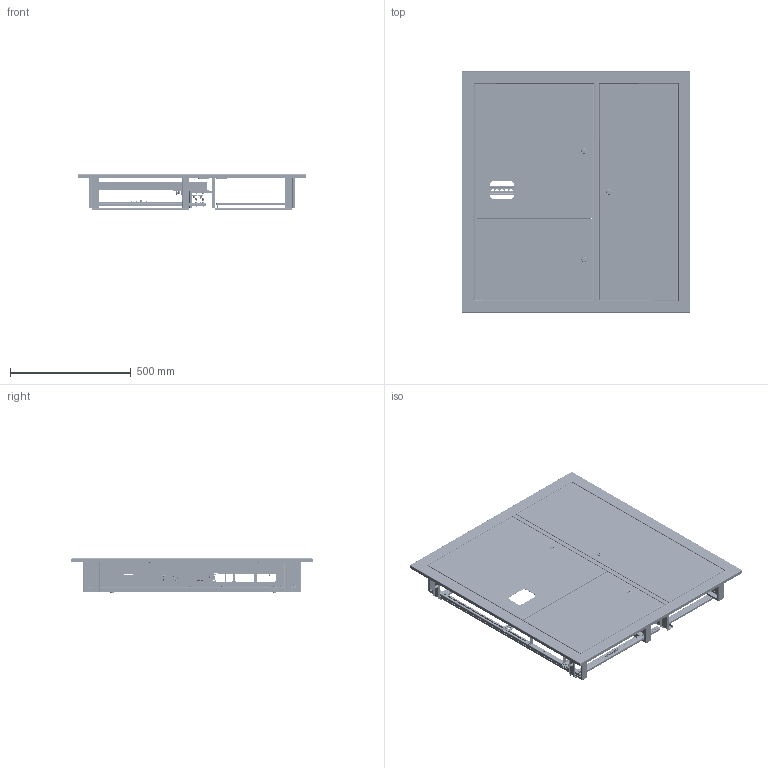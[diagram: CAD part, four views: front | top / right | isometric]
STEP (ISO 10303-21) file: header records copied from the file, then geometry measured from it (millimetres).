
FILE_DESCRIPTION (( 'STEP AP203' ), '1' );
FILE_NAME ('ÙÝ 1 êâ. (1000õ950õ150) ñëàáîòî÷êà ñëåâà IP31 EKF PROxima.STEP', '2023-09-11T11:33:06', ( '' ), ( '' ), 'SwSTEP 2.0', 'SolidWorks 2021', '' );
FILE_SCHEMA (( 'CONFIG_CONTROL_DESIGN' ));
Length unit declared in the file: millimetre
Products named in the file (58): hex flange nut_din_Hexagon Flange Nut DIN 6923 - M6 - N; Êðîíøòåéí 40õ40; Çàêëåïêà ãàå÷íàÿ Ì8; Ãàå÷íàÿ çàêëåïêà Ì4; Çàêëåïêà öèëèíäðè÷åñêàÿ Ì4 ÑÒ-Á ñ âíóòðåííåé ðåçüáîé_Œ8; ﾌﾈ-2479.02.00.001 ﾄ粢 褪濱決-2479.03.00.001-08; pan head cross recess screw_din1_ISO 7045 - M4 x 16 - Z --- 16N; ��-2479.03.00.000 ���� ��������� ��_1,2��. ��-2479.03.00.000-01 ���� ���⠦��� ��; ÌÈ-1904.07.00.000 Èçîëÿòîð êàðáîëèòîâûé 1 ñòóïåí÷àòûì  è 2õ ñòóïåí÷àòûì êðîíøòåéíàìè; Çàêëåïêà ãàå÷íàÿ Ì4; plain washer 6902 type abc_din_DIN 6902-A4.55; ÌÈ-2414.04.00.000 Äâåðü ñèëîâàÿ ÑÁ; hex flange nut_din3_Hexagon Flange Nut DIN 6923 - M6 - N; hex flange nut_din1_Hexagon Flange Nut DIN 6923 - M6 - N; ﾌﾈ-2414.02.00.000 ﾄ粢 珮ⅳⅸ浯 ﾑﾁ; Çàæèì äëÿ ïðîâîäíèêîâ ïèòàþùåé öåïè_1; ÌÈ-2414.04.00.001 Äâåðü ñèëîâàÿ; Øèíà N, PE 12 îòâ.; ﾌﾈ-2414.01.00.007 ﾊ煇鳫; 昈-2414.01.00.003 栺樇罻; 2_DIN EN ISO 7045 - M4 x 16 - Z - 16N; Çàêëåïêà ãàå÷íàÿ Ì6 UNI 9203; 2_DIN EN ISO 7045 - M6 x 20 - Z - 20N; ÌÈ-1904.06.00.001 Êðîíøòåéí ïðÿìîé; ÌÈ-2414.01.00.004 Øâåëëåð; DIN-謥濋趌L=420 (!); ﾕ黑 ﾙﾝ; 忺貗鍙_270; 昈-2479.01.00.000 扻豵鵨 捘; ÌÈ-2479.03.00.001 Ðåéêà ãîðèçîíòàëüíàÿ; pan head cross recess screw_din2_DIN EN ISO 7045 - M4 x 16 - Z - 16N; Çàìîê ïî÷òîâûé; ÌÈ-2479.01.00.002 Ñòåíêà áîêîâàÿ; 倘-2479.07.00.001 脏朦囗咫黖寛-2479.00.00.001-08; ÌÈ-2414.01.00.008 Äåðæàòåëü äâåðè; ﾌﾈ-2414.02.00.001 ﾄ粢 珮ⅳⅸ浯; pan head cross recess screw_din2_DIN EN ISO 7045 - M6 x 20 - Z - 20N; ÌÈ-2414.01.00.001 Ñòåíêà áîêîâàÿ; ÌÈ-2414.01.00.006 Óñèëèòåëü êàáåëüíûé  ; ÌÈ-2479.02.00.000 Äâåðü ó÷åòà ÑÁ_Œˆ-2479.03.00.000-08 ...
Assembly tree (177 placements, depth 4):
  ÙÝ 1 êâ. (1000õ950õ150) ñëàáîòî÷êà ñëåâà IP31 EKF PROxima
    昈-2479.01.00.000 扻豵鵨 捘
      ÌÈ-2479.01.00.002 Ñòåíêà áîêîâàÿ
      ÌÈ-2414.01.00.001 Ñòåíêà áîêîâàÿ
      昈-2414.01.00.003 栺樇罻
      ÌÈ-2414.01.00.004 Øâåëëåð
      ÌÈ-2479.01.01.000 Ïåðåãîðîäêà ÑÁ_-01
        昈-2479.01.01.001 盷謥蜦豂儆趌-01
        Êðîíøòåéí 40õ40  x3
      昈-2414.01.00.003-01 栺樇罻
      Ïëàñòèíà 100õ35  x4
      ÌÈ-2414.01.00.008 Äåðæàòåëü äâåðè
      ÌÈ-2414.01.00.006 Óñèëèòåëü êàáåëüíûé    x2
      Çàêëåïêà ãàå÷íàÿ Ì8  x4
      Øïèëüêà Ì6õ12  x3
      ﾌﾈ-2414.01.00.007 ﾊ煇鳫  x3
      Çàêëåïêà ãàå÷íàÿ Ì6 UNI 9203  x4
    ﾌﾈ-2414.02.00.000 ﾄ粢 珮ⅳⅸ浯 ﾑﾁ
      ﾌﾈ-2414.02.00.001 ﾄ粢 珮ⅳⅸ浯
      Çàêëåïêà ãàå÷íàÿ Ì4  x2
      Çàìîê ïî÷òîâûé
      Øïèëüêà Ì6õ12
    ÌÈ-2414.04.00.000 Äâåðü ñèëîâàÿ ÑÁ
      Çàêëåïêà ãàå÷íàÿ Ì4  x2
      ÌÈ-2414.04.00.001 Äâåðü ñèëîâàÿ
      Çàìîê ïî÷òîâûé
      Øïèëüêà Ì6õ12
    pan head cross recess screw_din1_ISO 7045 - M4 x 16 - Z --- 16N  x5
    DIN-ðåéêà2_L=420 (!)  x2
    pan head cross recess screw_din1_DIN EN ISO 7045 - M6 x 20 - Z - 20N  x4
    hex flange nut_din1_Hexagon Flange Nut DIN 6923 - M6 - N  x6
    倘-2479.07.00.001 脏朦囗咫黖寛-2479.00.00.001-08
    pan head cross recess screw_din2_DIN EN ISO 7045 - M6 x 20 - Z - 20N  x2
    ��-2479.03.00.000 ���� ��������� ��_1,2��. ��-2479.03.00.000-01 ���� ���⠦��� ��
      ÌÈ-2414.05.00.001 Ðåéêà âåðòèêàëüíàÿ  x2
      ÌÈ-2479.03.00.001 Ðåéêà ãîðèçîíòàëüíàÿ
      pan head cross recess screw_din11_DIN EN ISO 7045 - M6 x 16 - Z - 16N  x8
      hex flange nut_din3_Hexagon Flange Nut DIN 6923 - M6 - N  x8
      DIN-謥濋趌L=420 (!)  x2
      ÌÈ-2414.05.00.003 Êðîíøòåéí ïîä äèí-ðåéêó  x4
      ÌÈ-1904.06.00.000 Èçîëÿòîð êàðáîëèòîâûé ñ ïðÿìûì è 1 ñòóïåí÷àòûì êðîíøòåéíîì
        Çàæèì äëÿ ïðîâîäíèêîâ ïèòàþùåé öåïè_1
        ﾕ黑 ﾙﾝ  x2
        ÌÈ-1904.06.00.001 Êðîíøòåéí ïðÿìîé
        ÌÈ-1904.07.00.001 Êðîíøòåéí îäíîñòóïåí÷àòûé
        Ãàå÷íàÿ çàêëåïêà Ì4  x9
        pan head cross recess screw_din11_ISO 7045 - M4 x 10 - Z --- 10N  x8
        plain washer 6902 type abc_din_DIN 6902-A4.55  x3
        pan head cross recess screw_din11_DIN EN ISO 7045 - M4 x 10 - Z - 10N
      ÌÈ-1904.07.00.000 Èçîëÿòîð êàðáîëèòîâûé 1 ñòóïåí÷àòûì  è 2õ ñòóïåí÷àòûì êðîíøòåéíàìè
        Çàæèì äëÿ ïðîâîäíèêîâ ïèòàþùåé öåïè_1
        ÌÈ-1904.07.00.001 Êðîíøòåéí îäíîñòóïåí÷àòûé
        ÌÈ-1904.07.00.002 Êðîíøòåéí äâóõñòóïåí÷àòûé
        ﾕ黑 ﾙﾝ  x2
        Ãàå÷íàÿ çàêëåïêà Ì4  x11
        pan head cross recess screw_din11_ISO 7045 - M4 x 10 - Z --- 10N  x10
        plain washer 6902 type abc_din_DIN 6902-A4.55  x5
        pan head cross recess screw_din11_DIN EN ISO 7045 - M4 x 10 - Z - 10N
      ﾕ黑 ﾙﾝ
      pan head cross recess screw_din2_DIN EN ISO 7045 - M4 x 16 - Z - 16N  x2
Bounding box: 950 x 1000 x 153 mm (x, y, z)
Volume: 1935208.2 mm3; surface area: 4256541.4 mm2
Topology: 169 solids, 169 shells, 6507 faces, 15510 edges, 9409 vertices
Faces by surface type: plane 3186, cylinder 1856, cone 690, torus 430, bspline 255, sphere 90
Entity records: 90254 total; most frequent: CARTESIAN_POINT 21352, DIRECTION 12493, ORIENTED_EDGE 12110, EDGE_CURVE 6055, AXIS2_PLACEMENT_3D 4435, VERTEX_POINT 3718, VECTOR 3623, LINE 3623
